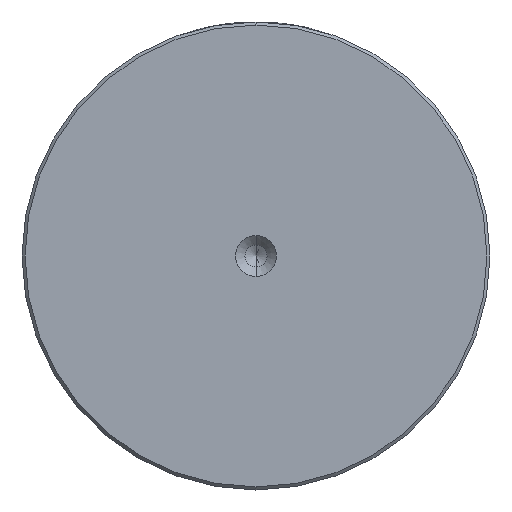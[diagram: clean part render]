
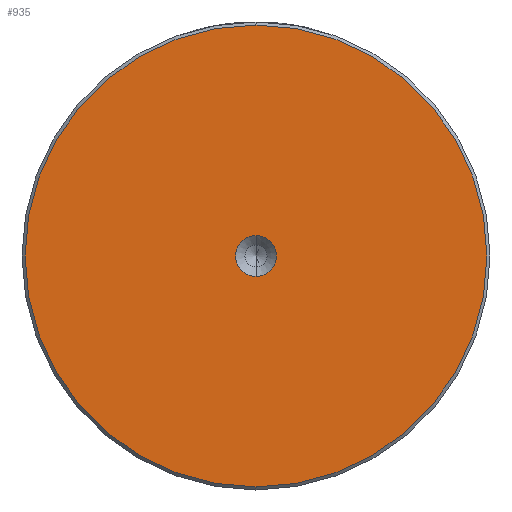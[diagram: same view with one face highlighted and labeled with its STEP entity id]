
A CAD part, left-side view. The second image highlights one B-rep face of the part: STEP entity #935.
In plain terms, the highlighted planar face has unit normal (-1, 0, 0).
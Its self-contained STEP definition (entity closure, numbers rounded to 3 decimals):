
#45 = CARTESIAN_POINT ( 'NONE',  ( 0., 0., -3.3 ) ) ;
#100 = DIRECTION ( 'NONE',  ( -1., 0., 0. ) ) ;
#111 = AXIS2_PLACEMENT_3D ( 'NONE', #2733, #1369, #2970 ) ;
#145 = VERTEX_POINT ( 'NONE', #535 ) ;
#196 = EDGE_CURVE ( 'NONE', #1592, #2136, #2799, .T. ) ;
#223 = VERTEX_POINT ( 'NONE', #1445 ) ;
#233 = PLANE ( 'NONE',  #2068 ) ;
#377 = CARTESIAN_POINT ( 'NONE',  ( 0., 0., 3.3 ) ) ;
#511 = ORIENTED_EDGE ( 'NONE', *, *, #1738, .T. ) ;
#535 = CARTESIAN_POINT ( 'NONE',  ( 0., 0., 37.5 ) ) ;
#758 = EDGE_CURVE ( 'NONE', #2136, #1592, #2862, .T. ) ;
#812 = DIRECTION ( 'NONE',  ( -1., 0., 0. ) ) ;
#877 = FACE_OUTER_BOUND ( 'NONE', #2669, .T. ) ;
#935 = ADVANCED_FACE ( 'NONE', ( #877, #2653 ), #233, .T. ) ;
#971 = EDGE_LOOP ( 'NONE', ( #2055, #1513 ) ) ;
#1236 = DIRECTION ( 'NONE',  ( -1., 0., 0. ) ) ;
#1369 = DIRECTION ( 'NONE',  ( -1., 0., 0. ) ) ;
#1445 = CARTESIAN_POINT ( 'NONE',  ( 0., 0., -37.5 ) ) ;
#1513 = ORIENTED_EDGE ( 'NONE', *, *, #758, .F. ) ;
#1589 = CARTESIAN_POINT ( 'NONE',  ( 0., 0., 0. ) ) ;
#1592 = VERTEX_POINT ( 'NONE', #377 ) ;
#1738 = EDGE_CURVE ( 'NONE', #223, #145, #2711, .T. ) ;
#1827 = DIRECTION ( 'NONE',  ( 0., 0., 1. ) ) ;
#2055 = ORIENTED_EDGE ( 'NONE', *, *, #196, .F. ) ;
#2067 = AXIS2_PLACEMENT_3D ( 'NONE', #2146, #812, #2461 ) ;
#2068 = AXIS2_PLACEMENT_3D ( 'NONE', #2171, #1236, #2841 ) ;
#2136 = VERTEX_POINT ( 'NONE', #45 ) ;
#2145 = CARTESIAN_POINT ( 'NONE',  ( 0., 0., 0. ) ) ;
#2146 = CARTESIAN_POINT ( 'NONE',  ( 0., 0., 0. ) ) ;
#2171 = CARTESIAN_POINT ( 'NONE',  ( 0., 0., 0. ) ) ;
#2202 = ORIENTED_EDGE ( 'NONE', *, *, #2255, .T. ) ;
#2255 = EDGE_CURVE ( 'NONE', #145, #223, #2332, .T. ) ;
#2332 = CIRCLE ( 'NONE', #2696, 37.5 ) ;
#2374 = DIRECTION ( 'NONE',  ( -1., 0., 0. ) ) ;
#2389 = DIRECTION ( 'NONE',  ( 0., 0., 1. ) ) ;
#2461 = DIRECTION ( 'NONE',  ( 0., 0., 1. ) ) ;
#2653 = FACE_BOUND ( 'NONE', #971, .T. ) ;
#2669 = EDGE_LOOP ( 'NONE', ( #511, #2202 ) ) ;
#2696 = AXIS2_PLACEMENT_3D ( 'NONE', #1589, #100, #1827 ) ;
#2711 = CIRCLE ( 'NONE', #2067, 37.5 ) ;
#2733 = CARTESIAN_POINT ( 'NONE',  ( 0., 0., 0. ) ) ;
#2799 = CIRCLE ( 'NONE', #3003, 3.3 ) ;
#2841 = DIRECTION ( 'NONE',  ( 0., 0., 1. ) ) ;
#2862 = CIRCLE ( 'NONE', #111, 3.3 ) ;
#2970 = DIRECTION ( 'NONE',  ( 0., 0., 1. ) ) ;
#3003 = AXIS2_PLACEMENT_3D ( 'NONE', #2145, #2374, #2389 ) ;
